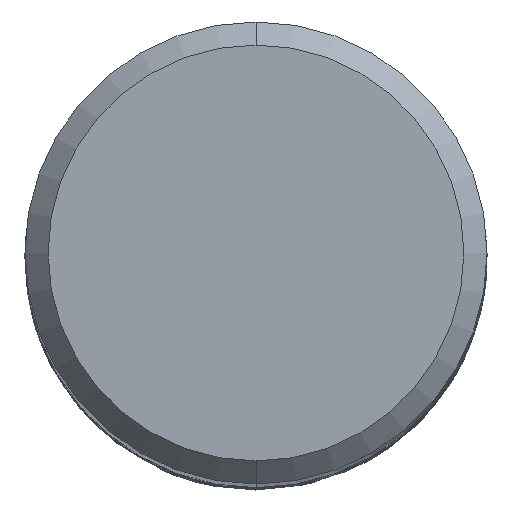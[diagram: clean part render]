
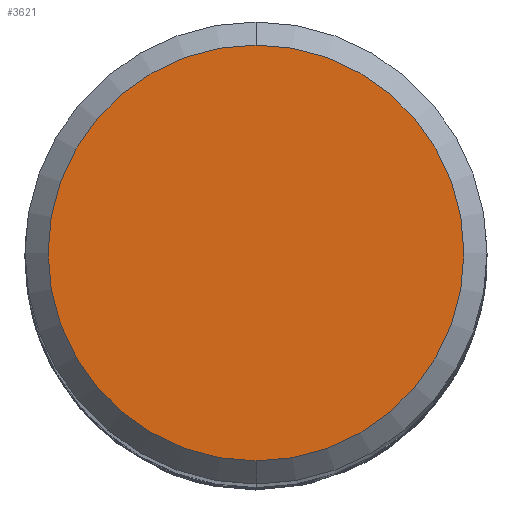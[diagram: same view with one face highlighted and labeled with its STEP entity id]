
A CAD part, top view. The second image highlights one B-rep face of the part: STEP entity #3621.
In plain terms, the highlighted planar face has unit normal (0, 0, 1).
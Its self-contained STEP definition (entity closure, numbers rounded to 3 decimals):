
#3059=VERTEX_POINT('',#5742);
#3435=VERTEX_POINT('',#6142);
#3549=EDGE_CURVE('',#3435,#3059,#6270,.T.);
#3621=ADVANCED_FACE('',(#6348),#6349,.T.);
#3627=EDGE_CURVE('',#3059,#3435,#6355,.T.);
#5742=CARTESIAN_POINT('',(0.,-5.4,0.0));
#6142=CARTESIAN_POINT('',(0.0,5.4,0.0));
#6270=CIRCLE('',#30290,5.4);
#6348=FACE_OUTER_BOUND('',#30877,.T.);
#6349=PLANE('',#30878);
#6355=CIRCLE('',#30884,5.4);
#30290=AXIS2_PLACEMENT_3D('',#35048,#35049,#35050);
#30877=EDGE_LOOP('',(#35121,#35122));
#30878=AXIS2_PLACEMENT_3D('',#35123,#35124,#35125);
#30884=AXIS2_PLACEMENT_3D('',#35127,#35128,#35129);
#35048=CARTESIAN_POINT('',(0.0,0.0,0.0));
#35049=DIRECTION('',(0.0,0.0,-1.0));
#35050=DIRECTION('',(0.0,1.0,0.0));
#35121=ORIENTED_EDGE('',*,*,#3549,.F.);
#35122=ORIENTED_EDGE('',*,*,#3627,.F.);
#35123=CARTESIAN_POINT('',(0.0,2.7,0.0));
#35124=DIRECTION('',(-0.0,0.0,1.0));
#35125=DIRECTION('',(0.0,-1.0,0.0));
#35127=CARTESIAN_POINT('',(0.0,0.0,0.0));
#35128=DIRECTION('',(0.0,0.0,-1.0));
#35129=DIRECTION('',(0.0,1.0,0.0));
